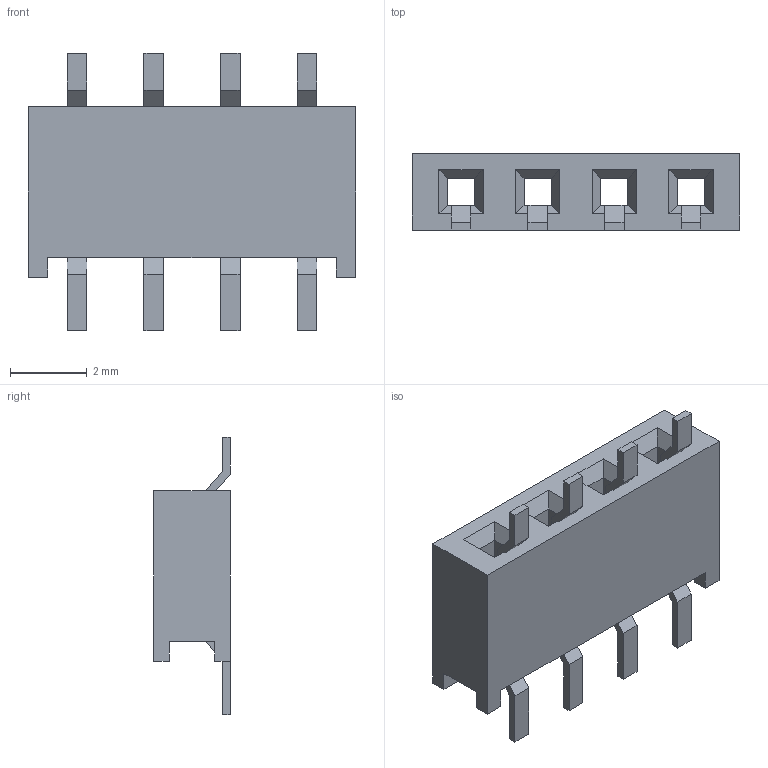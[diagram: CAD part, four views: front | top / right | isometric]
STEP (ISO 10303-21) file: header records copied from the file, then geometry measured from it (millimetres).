
FILE_DESCRIPTION(/* description */ ('STEP AP214'),/* implementation_level */ '2;1');
FILE_NAME(/* name */ 'MMS-104-02-L-SH',/* time_stamp */ '2024-09-30T11:01:19+02:00',/* author */ ('License CC BY-ND 4.0'),/* organization */ ('CADENAS'),/* preprocessor_version */ 'ST-DEVELOPER v19.3',/* originating_system */ 'PARTsolutions',/* authorisation */ ' ');
FILE_SCHEMA (('AUTOMOTIVE_DESIGN {1 0 10303 214 3 1 1}'));
Length unit declared in the file: inch
Products named in the file (3): MMS-104-02-L-SH; MMS-104-02-SH_socket; C-63-02-04-SH
Assembly tree (2 placements, depth 2):
  MMS-104-02-L-SH
    MMS-104-02-SH_socket
    C-63-02-04-SH
Bounding box: 8.55 x 2 x 7.24 mm (x, y, z)
Volume: 64.1 mm3; surface area: 229.7 mm2
Topology: 2 solids, 2 shells, 124 faces, 344 edges, 224 vertices
Faces by surface type: plane 124
Entity records: 3954 total; most frequent: CARTESIAN_POINT 695, ORIENTED_EDGE 688, DIRECTION 598, EDGE_CURVE 344, LINE 344, VECTOR 344, VERTEX_POINT 224, EDGE_LOOP 132
